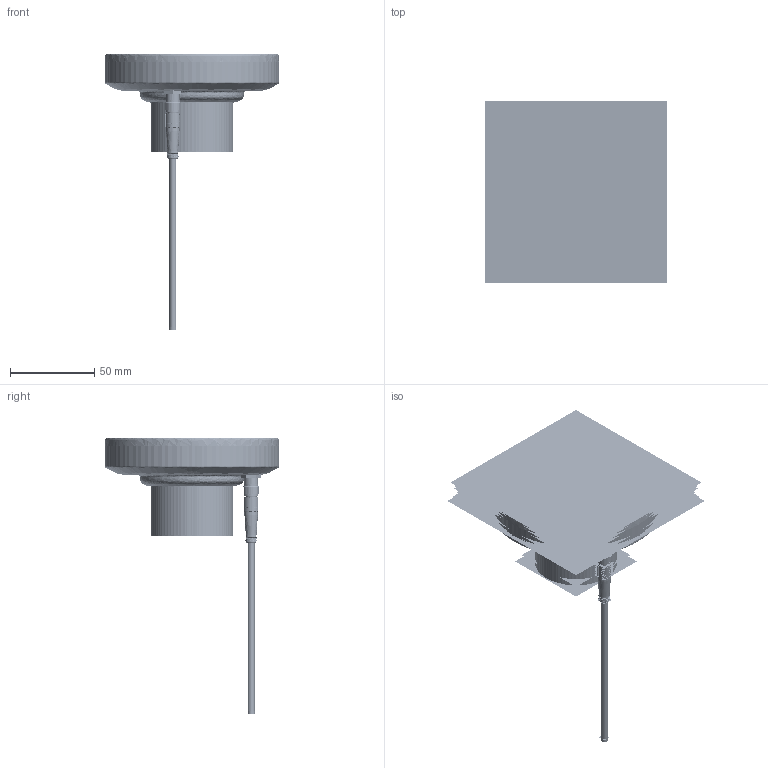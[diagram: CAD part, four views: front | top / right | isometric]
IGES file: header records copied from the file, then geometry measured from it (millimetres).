
Start section:  PTC IGES file: 193067.igs
Global section: file name: 193067.igs; native system: Creo Parametric by Parametric Technology Corporation; preprocessor: 2013230; author: PDMAdmin; organization: Unknown; date: 20160317.083920; units: millimetre
Bounding box: 108.16 x 108.23 x 164.3 mm (x, y, z)
Volume: 127342.1 mm3; surface area: 681858 mm2
Topology: 264 solids, 277 shells, 16332 faces, 98211 edges, 134717 vertices
Faces by surface type: bspline 13286, revolution 3046
